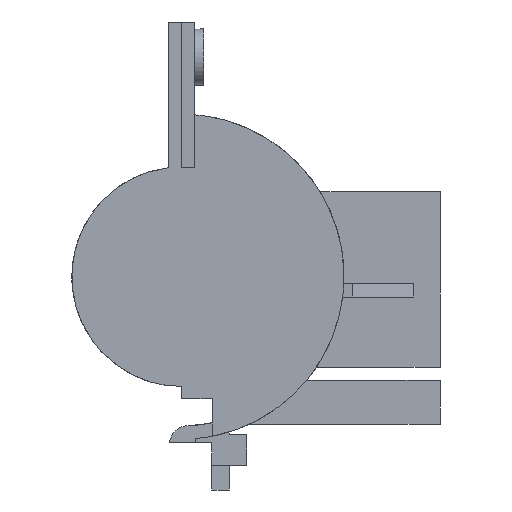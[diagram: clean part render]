
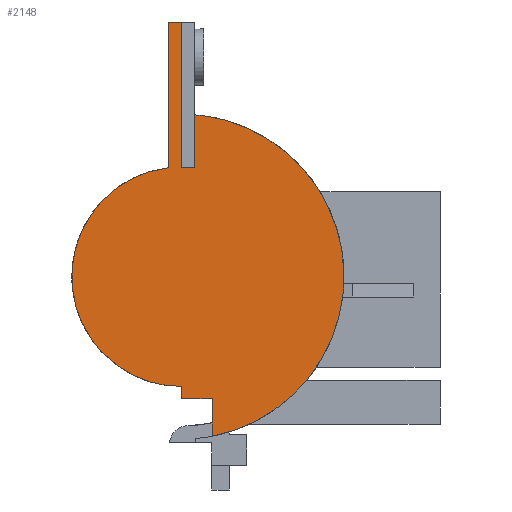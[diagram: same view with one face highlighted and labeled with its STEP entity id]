
A CAD part, left-side view. The second image highlights one B-rep face of the part: STEP entity #2148.
In plain terms, the highlighted planar face has unit normal (-1, -0.005, 0).
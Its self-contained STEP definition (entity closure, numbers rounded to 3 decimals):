
#19=ELLIPSE('',#2300,18.5,18.5);
#30=ELLIPSE('',#2324,12.5,12.5);
#204=FACE_OUTER_BOUND('',#327,.T.);
#327=EDGE_LOOP('',(#1905,#1906,#1907,#1908,#1909,#1910,#1911,#1912,#1913,
#1914));
#387=LINE('',#3068,#638);
#519=LINE('',#3378,#770);
#529=LINE('',#3398,#780);
#536=LINE('',#3409,#787);
#573=LINE('',#3508,#824);
#576=LINE('',#3514,#827);
#578=LINE('',#3520,#829);
#581=LINE('',#3525,#832);
#638=VECTOR('',#2481,10.);
#770=VECTOR('',#2755,10.);
#780=VECTOR('',#2767,10.);
#787=VECTOR('',#2776,10.);
#824=VECTOR('',#2881,10.);
#827=VECTOR('',#2886,10.);
#829=VECTOR('',#2896,10.);
#832=VECTOR('',#2903,10.);
#884=VERTEX_POINT('',#3065);
#885=VERTEX_POINT('',#3067);
#991=VERTEX_POINT('',#3376);
#992=VERTEX_POINT('',#3377);
#1000=VERTEX_POINT('',#3395);
#1001=VERTEX_POINT('',#3397);
#1011=VERTEX_POINT('',#3441);
#1031=VERTEX_POINT('',#3505);
#1032=VERTEX_POINT('',#3507);
#1034=VERTEX_POINT('',#3513);
#1107=EDGE_CURVE('',#885,#884,#387,.T.);
#1259=EDGE_CURVE('',#991,#992,#519,.T.);
#1269=EDGE_CURVE('',#1001,#1000,#529,.T.);
#1276=EDGE_CURVE('',#1000,#991,#536,.T.);
#1293=EDGE_CURVE('',#1011,#1001,#19,.T.);
#1327=EDGE_CURVE('',#1032,#1031,#573,.T.);
#1330=EDGE_CURVE('',#1034,#1032,#576,.T.);
#1333=EDGE_CURVE('',#884,#1034,#30,.T.);
#1334=EDGE_CURVE('',#1031,#1011,#578,.T.);
#1337=EDGE_CURVE('',#992,#885,#581,.T.);
#1905=ORIENTED_EDGE('',*,*,#1259,.T.);
#1906=ORIENTED_EDGE('',*,*,#1337,.T.);
#1907=ORIENTED_EDGE('',*,*,#1107,.T.);
#1908=ORIENTED_EDGE('',*,*,#1333,.T.);
#1909=ORIENTED_EDGE('',*,*,#1330,.T.);
#1910=ORIENTED_EDGE('',*,*,#1327,.T.);
#1911=ORIENTED_EDGE('',*,*,#1334,.T.);
#1912=ORIENTED_EDGE('',*,*,#1293,.T.);
#1913=ORIENTED_EDGE('',*,*,#1269,.T.);
#1914=ORIENTED_EDGE('',*,*,#1276,.T.);
#2037=PLANE('',#2327);
#2148=ADVANCED_FACE('',(#204),#2037,.T.);
#2300=AXIS2_PLACEMENT_3D('',#3442,#2815,#2816);
#2324=AXIS2_PLACEMENT_3D('',#3518,#2892,#2893);
#2327=AXIS2_PLACEMENT_3D('',#3524,#2901,#2902);
#2481=DIRECTION('',(0.,0.,-1.));
#2755=DIRECTION('',(0.,0.,1.));
#2767=DIRECTION('',(0.,0.,-1.));
#2776=DIRECTION('',(-0.005,1.,0.));
#2815=DIRECTION('center_axis',(-1.,-0.005,
0.));
#2816=DIRECTION('ref_axis',(0.005,-1.,0.));
#2881=DIRECTION('',(0.005,-1.,0.));
#2886=DIRECTION('',(0.,0.,-1.));
#2892=DIRECTION('center_axis',(-1.,-0.005,
0.));
#2893=DIRECTION('ref_axis',(0.005,-1.,0.));
#2896=DIRECTION('',(0.,0.,-1.));
#2901=DIRECTION('center_axis',(-1.,-0.005,
0.));
#2902=DIRECTION('ref_axis',(0.,0.,1.));
#2903=DIRECTION('',(-0.005,1.,0.));
#3065=CARTESIAN_POINT('',(-13.626,13.307,40.753));
#3067=CARTESIAN_POINT('',(-13.626,13.307,57.344));
#3068=CARTESIAN_POINT('',(-13.626,13.307,45.552));
#3376=CARTESIAN_POINT('',(-13.618,11.807,40.753));
#3377=CARTESIAN_POINT('',(-13.618,11.807,57.344));
#3378=CARTESIAN_POINT('',(-13.618,11.807,41.404));
#3395=CARTESIAN_POINT('',(-13.61,10.307,40.753));
#3397=CARTESIAN_POINT('',(-13.61,10.307,46.783));
#3398=CARTESIAN_POINT('',(-13.61,10.307,41.404));
#3409=CARTESIAN_POINT('',(-13.61,10.307,40.753));
#3441=CARTESIAN_POINT('',(-13.599,8.31,10.177));
#3442=CARTESIAN_POINT('Origin',(-13.618,11.807,28.344));
#3505=CARTESIAN_POINT('',(-13.599,8.31,14.45));
#3507=CARTESIAN_POINT('',(-13.618,11.807,14.45));
#3508=CARTESIAN_POINT('',(-13.61,10.275,14.45));
#3513=CARTESIAN_POINT('',(-13.618,11.807,15.844));
#3514=CARTESIAN_POINT('',(-13.618,11.807,24.802));
#3518=CARTESIAN_POINT('Origin',(-13.618,11.807,28.344));
#3520=CARTESIAN_POINT('',(-13.599,8.31,24.105));
#3524=CARTESIAN_POINT('Origin',(-13.602,8.807,33.76));
#3525=CARTESIAN_POINT('',(-13.61,10.275,57.344));
